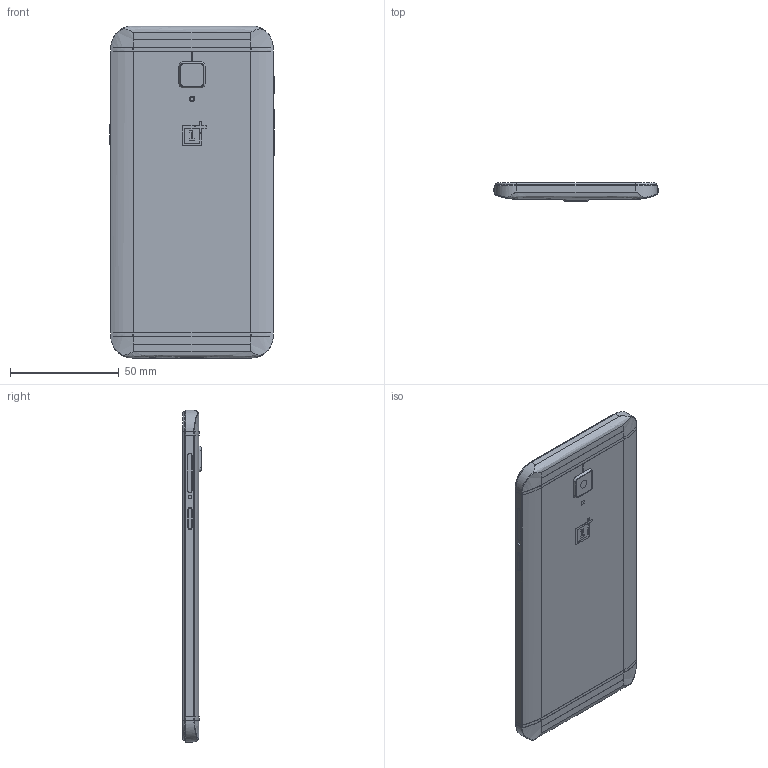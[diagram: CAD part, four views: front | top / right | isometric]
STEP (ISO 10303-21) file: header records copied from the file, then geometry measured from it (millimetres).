
FILE_DESCRIPTION (( 'STEP AP214' ), '1' );
FILE_NAME ('OnePlus3T.STEP', '2018-02-25T16:55:06', ( '' ), ( '' ), 'SwSTEP 2.0', 'SolidWorks 2013', '' );
FILE_SCHEMA (( 'AUTOMOTIVE_DESIGN' ));
Length unit declared in the file: millimetre
Products named in the file (1): OnePlus3T
Bounding box: 75.7 x 8.4 x 152.7 mm (x, y, z)
Volume: 80786.4 mm3; surface area: 49173.6 mm2
Topology: 5 solids, 5 shells, 332 faces, 881 edges, 581 vertices
Faces by surface type: plane 159, cylinder 97, bspline 41, torus 24, cone 10, sphere 1
Entity records: 13969 total; most frequent: CARTESIAN_POINT 4218, ORIENTED_EDGE 1756, DIRECTION 1538, EDGE_CURVE 878, VERTEX_POINT 579, AXIS2_PLACEMENT_3D 526, VECTOR 486, LINE 486
